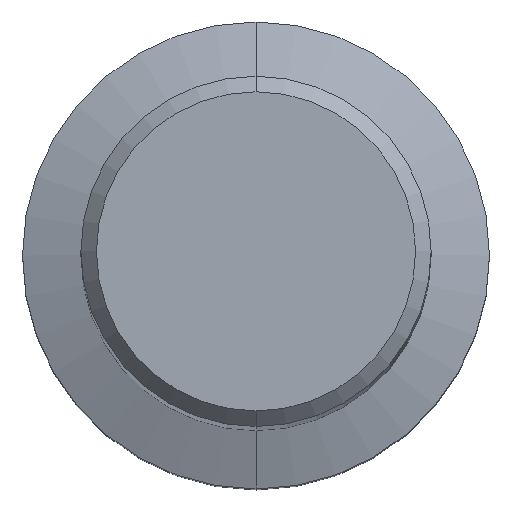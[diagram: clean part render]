
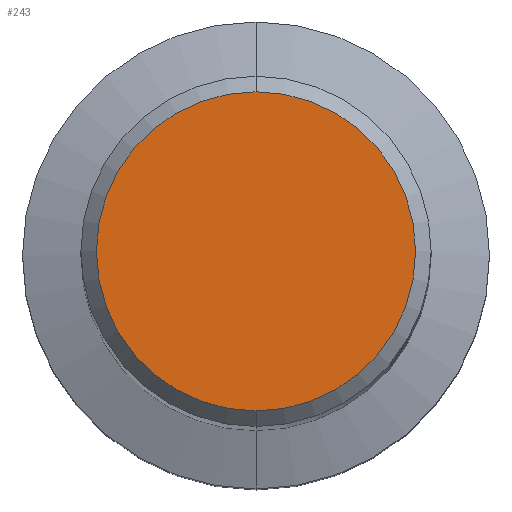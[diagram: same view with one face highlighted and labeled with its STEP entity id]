
A CAD part, top view. The second image highlights one B-rep face of the part: STEP entity #243.
In plain terms, the highlighted planar face has unit normal (0, 0, 1).
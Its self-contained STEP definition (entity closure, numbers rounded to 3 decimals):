
#243=ADVANCED_FACE('',(#603),#604,.T.);
#247=VERTEX_POINT('',#608);
#419=VERTEX_POINT('',#802);
#447=EDGE_CURVE('',#419,#247,#834,.T.);
#495=EDGE_CURVE('',#247,#419,#885,.T.);
#603=FACE_OUTER_BOUND('',#1004,.T.);
#604=PLANE('',#1005);
#608=CARTESIAN_POINT('',(0.,-8.2,0.0));
#802=CARTESIAN_POINT('',(0.0,8.2,0.0));
#834=CIRCLE('',#1506,8.2);
#885=CIRCLE('',#1620,8.2);
#1004=EDGE_LOOP('',(#1779,#1780));
#1005=AXIS2_PLACEMENT_3D('',#1781,#1782,#1783);
#1506=AXIS2_PLACEMENT_3D('',#2065,#2066,#2067);
#1620=AXIS2_PLACEMENT_3D('',#2103,#2104,#2105);
#1779=ORIENTED_EDGE('',*,*,#447,.F.);
#1780=ORIENTED_EDGE('',*,*,#495,.F.);
#1781=CARTESIAN_POINT('',(0.0,4.1,0.0));
#1782=DIRECTION('',(-0.0,0.0,1.0));
#1783=DIRECTION('',(0.0,-1.0,0.0));
#2065=CARTESIAN_POINT('',(0.0,0.0,0.0));
#2066=DIRECTION('',(0.0,0.0,-1.0));
#2067=DIRECTION('',(0.0,1.0,0.0));
#2103=CARTESIAN_POINT('',(0.0,0.0,0.0));
#2104=DIRECTION('',(0.0,0.0,-1.0));
#2105=DIRECTION('',(0.0,1.0,0.0));
